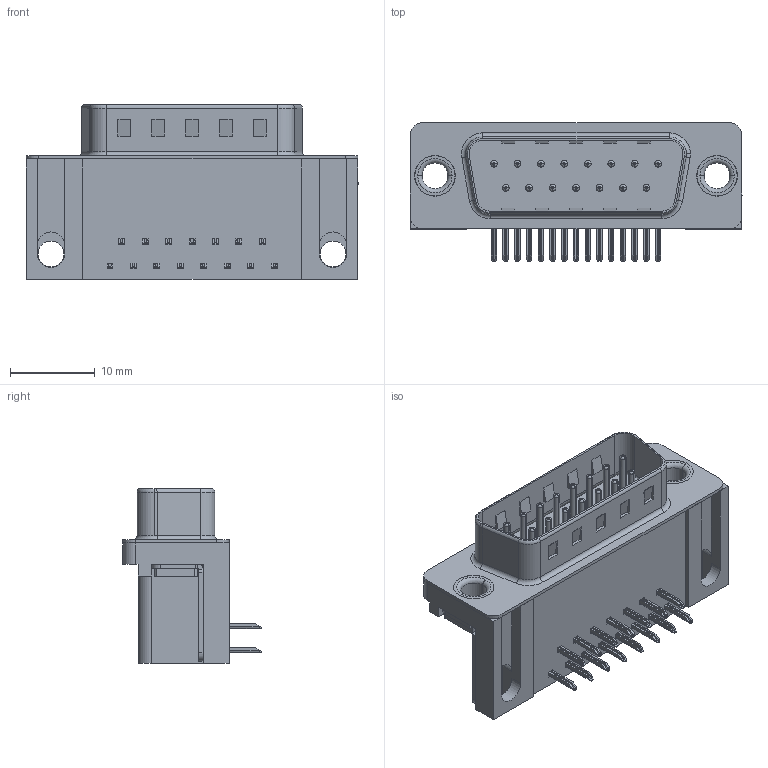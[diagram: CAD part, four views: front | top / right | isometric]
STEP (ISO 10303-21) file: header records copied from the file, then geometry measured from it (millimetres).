
FILE_DESCRIPTION (( 'STEP AP203' ), '1' );
FILE_NAME ('629-015-640-011.STEP', '2021-09-21T20:18:48', ( '' ), ( '' ), 'SwSTEP 2.0', 'SolidWorks 2020', '' );
FILE_SCHEMA (( 'CONFIG_CONTROL_DESIGN' ));
Length unit declared in the file: millimetre
Products named in the file (7): 629 Contact Bottom; 629 Housing_15 Socket; 629 Thru Hole Board Mount; 629 Contact Top; 629 Thru Hole Rivet; 629-015-640-011; 629 Shell_15 Socket
Assembly tree (21 placements, depth 2):
  629-015-640-011
    629 Housing_15 Socket
    629 Shell_15 Socket
    629 Contact Bottom  x7
    629 Contact Top  x8
    629 Thru Hole Board Mount  x2
    629 Thru Hole Rivet  x2
Bounding box: 39.22 x 16.35 x 20.6 mm (x, y, z)
Volume: 5063.3 mm3; surface area: 6017.6 mm2
Topology: 21 solids, 21 shells, 1435 faces, 3561 edges, 2205 vertices
Faces by surface type: plane 891, cylinder 427, torus 117
Entity records: 16601 total; most frequent: DIRECTION 2742, CARTESIAN_POINT 2684, ORIENTED_EDGE 2586, EDGE_CURVE 1293, AXIS2_PLACEMENT_3D 919, VECTOR 904, LINE 904, VERTEX_POINT 825
